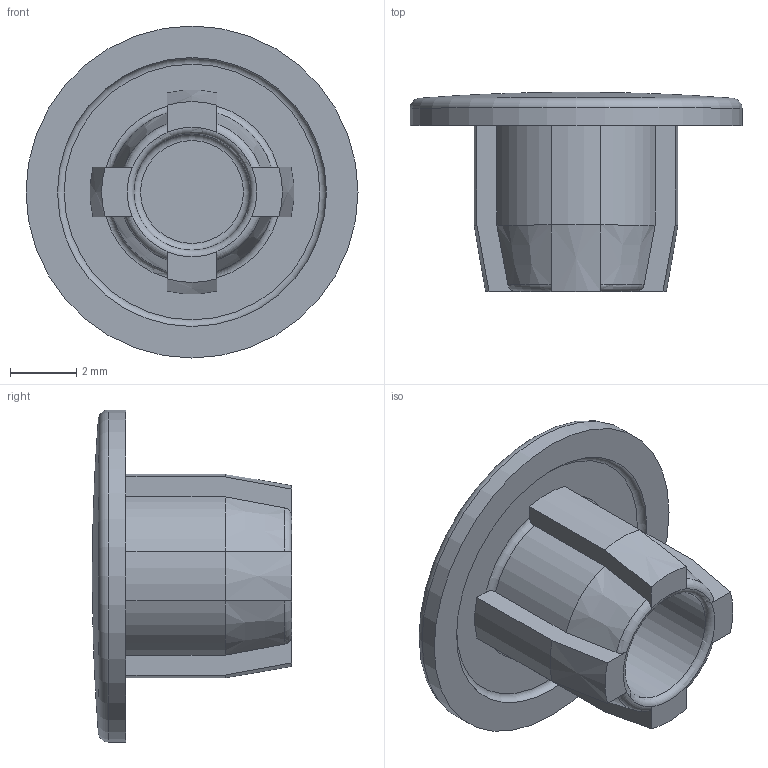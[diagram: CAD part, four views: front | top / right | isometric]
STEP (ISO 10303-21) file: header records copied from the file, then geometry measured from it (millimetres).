
FILE_DESCRIPTION(/* description */ ('STEP AP214'),/* implementation_level */ '2;1');
FILE_NAME(/* name */ '1008666.stp',/* time_stamp */ '2024-05-29T12:56:21+02:00',/* author */ ('b.steehouwer'),/* organization */ ('CADENAS'),/* preprocessor_version */ 'ST-DEVELOPER v18.1',/* originating_system */ 'Autodesk Inventor 2021',/* authorisation */ ' ');
FILE_SCHEMA (('AUTOMOTIVE_DESIGN { 1 0 10303 214 3 1 1 }'));
Length unit declared in the file: millimetre
Products named in the file (1): 1008666
Bounding box: 10 x 6 x 10 mm (x, y, z)
Volume: 127.1 mm3; surface area: 333.1 mm2
Topology: 1 solids, 1 shells, 47 faces, 125 edges, 82 vertices
Faces by surface type: plane 16, torus 12, cylinder 10, cone 8, bspline 1
Full cylindrical faces by diameter (mm): 3.5 x1, 10 x1
Entity records: 1654 total; most frequent: CARTESIAN_POINT 457, ORIENTED_EDGE 250, DIRECTION 246, EDGE_CURVE 125, AXIS2_PLACEMENT_3D 106, VERTEX_POINT 82, CIRCLE 51, EDGE_LOOP 49
